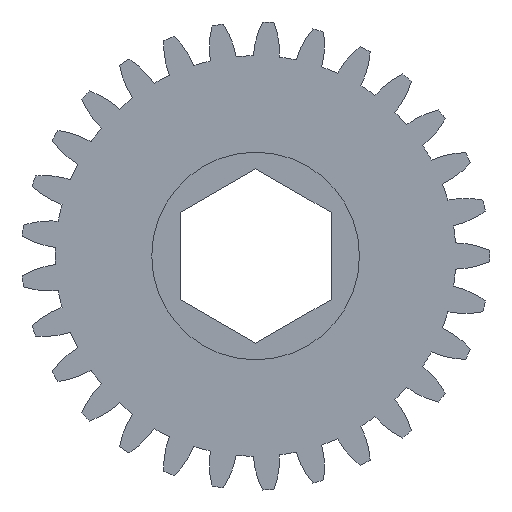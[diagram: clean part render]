
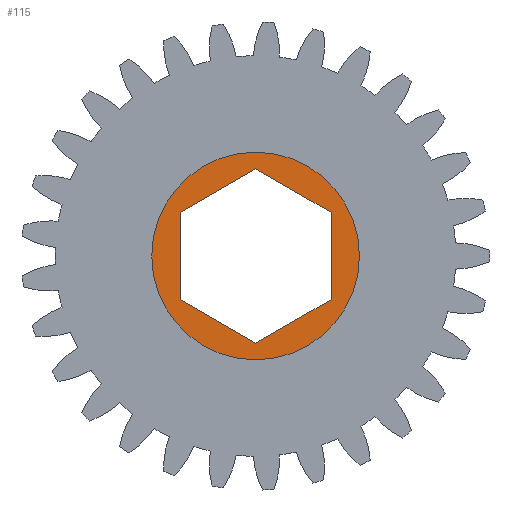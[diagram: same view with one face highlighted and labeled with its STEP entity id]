
A CAD part, left-side view. The second image highlights one B-rep face of the part: STEP entity #115.
In plain terms, the highlighted planar face has unit normal (-1, 0, 0).
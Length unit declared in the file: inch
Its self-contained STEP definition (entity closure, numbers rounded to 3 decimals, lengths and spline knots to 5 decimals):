
#2 = LINE ( 'NONE', #1058, #4219 ) ;
#115 = ADVANCED_FACE ( 'NONE', ( #2007, #820 ), #1920, .T. ) ;
#160 = ORIENTED_EDGE ( 'NONE', *, *, #2935, .F. ) ;
#183 = LINE ( 'NONE', #802, #3838 ) ;
#207 = VERTEX_POINT ( 'NONE', #2740 ) ;
#250 = ORIENTED_EDGE ( 'NONE', *, *, #2916, .F. ) ;
#290 = ORIENTED_EDGE ( 'NONE', *, *, #2903, .F. ) ;
#323 = ORIENTED_EDGE ( 'NONE', *, *, #2895, .F. ) ;
#347 = ORIENTED_EDGE ( 'NONE', *, *, #2882, .F. ) ;
#484 = VECTOR ( 'NONE', #968, 39.37008 ) ;
#594 = LINE ( 'NONE', #836, #4239 ) ;
#629 = DIRECTION ( 'NONE',  ( 0., 0., 1. ) ) ;
#634 = DIRECTION ( 'NONE',  ( -1., 0., 0. ) ) ;
#635 = CARTESIAN_POINT ( 'NONE',  ( -1.84451, 0.16958, 0.8502 ) ) ;
#697 = DIRECTION ( 'NONE',  ( 0., 0., 1. ) ) ;
#702 = DIRECTION ( 'NONE',  ( -1., 0., 0. ) ) ;
#706 = CARTESIAN_POINT ( 'NONE',  ( -1.84451, 0.16958, 0.8502 ) ) ;
#781 = DIRECTION ( 'NONE',  ( 0., 0., -1. ) ) ;
#802 = CARTESIAN_POINT ( 'NONE',  ( -1.84451, 0.41958, 0.99454 ) ) ;
#820 = FACE_BOUND ( 'NONE', #1024, .T. ) ;
#829 = DIRECTION ( 'NONE',  ( 0., 0.866, -0.5 ) ) ;
#836 = CARTESIAN_POINT ( 'NONE',  ( -1.84451, 0.16958, 1.13888 ) ) ;
#928 = DIRECTION ( 'NONE',  ( 0., 0.866, 0.5 ) ) ;
#938 = CARTESIAN_POINT ( 'NONE',  ( -1.84451, -0.08042, 0.99454 ) ) ;
#968 = DIRECTION ( 'NONE',  ( 0., 0., 1. ) ) ;
#982 = CARTESIAN_POINT ( 'NONE',  ( -1.84451, -0.08042, 0.70586 ) ) ;
#1017 = VERTEX_POINT ( 'NONE', #3408 ) ;
#1024 = EDGE_LOOP ( 'NONE', ( #3726, #160, #250, #290, #323, #347 ) ) ;
#1032 = DIRECTION ( 'NONE',  ( 0., -0.866, 0.5 ) ) ;
#1058 = CARTESIAN_POINT ( 'NONE',  ( -1.84451, 0.16958, 0.56152 ) ) ;
#1120 = AXIS2_PLACEMENT_3D ( 'NONE', #635, #634, #629 ) ;
#1121 = DIRECTION ( 'NONE',  ( 0., -0.866, -0.5 ) ) ;
#1176 = CARTESIAN_POINT ( 'NONE',  ( -1.84451, 0.41958, 0.70586 ) ) ;
#1211 = VERTEX_POINT ( 'NONE', #3734 ) ;
#1356 = CIRCLE ( 'NONE', #2300, 0.34375 ) ;
#1622 = LINE ( 'NONE', #1176, #1747 ) ;
#1709 = VECTOR ( 'NONE', #928, 39.37008 ) ;
#1747 = VECTOR ( 'NONE', #1121, 39.37008 ) ;
#1842 = CARTESIAN_POINT ( 'NONE',  ( -1.84451, 0.16958, 1.19395 ) ) ;
#1920 = PLANE ( 'NONE',  #2748 ) ;
#2007 = FACE_OUTER_BOUND ( 'NONE', #2823, .T. ) ;
#2072 = CARTESIAN_POINT ( 'NONE',  ( -1.84451, 0.41958, 0.70586 ) ) ;
#2121 = VERTEX_POINT ( 'NONE', #2240 ) ;
#2240 = CARTESIAN_POINT ( 'NONE',  ( -1.84451, -0.08042, 0.99454 ) ) ;
#2300 = AXIS2_PLACEMENT_3D ( 'NONE', #706, #702, #697 ) ;
#2327 = VERTEX_POINT ( 'NONE', #2072 ) ;
#2543 = VERTEX_POINT ( 'NONE', #1842 ) ;
#2715 = LINE ( 'NONE', #938, #1709 ) ;
#2740 = CARTESIAN_POINT ( 'NONE',  ( -1.84451, 0.16958, 0.50645 ) ) ;
#2748 = AXIS2_PLACEMENT_3D ( 'NONE', #2879, #2963, #3783 ) ;
#2823 = EDGE_LOOP ( 'NONE', ( #3082, #3198 ) ) ;
#2824 = CARTESIAN_POINT ( 'NONE',  ( -1.84451, 0.41958, 0.99454 ) ) ;
#2879 = CARTESIAN_POINT ( 'NONE',  ( -1.84451, 0.16958, 0.8502 ) ) ;
#2882 = EDGE_CURVE ( 'NONE', #2327, #1017, #1622, .T. ) ;
#2895 = EDGE_CURVE ( 'NONE', #1017, #4552, #2, .T. ) ;
#2903 = EDGE_CURVE ( 'NONE', #4552, #2121, #3791, .T. ) ;
#2916 = EDGE_CURVE ( 'NONE', #2121, #1211, #2715, .T. ) ;
#2935 = EDGE_CURVE ( 'NONE', #1211, #4114, #594, .T. ) ;
#2950 = EDGE_CURVE ( 'NONE', #4114, #2327, #183, .T. ) ;
#2961 = EDGE_CURVE ( 'NONE', #207, #2543, #1356, .T. ) ;
#2963 = DIRECTION ( 'NONE',  ( -1., 0., 0. ) ) ;
#3082 = ORIENTED_EDGE ( 'NONE', *, *, #2961, .T. ) ;
#3198 = ORIENTED_EDGE ( 'NONE', *, *, #3890, .T. ) ;
#3408 = CARTESIAN_POINT ( 'NONE',  ( -1.84451, 0.16958, 0.56152 ) ) ;
#3726 = ORIENTED_EDGE ( 'NONE', *, *, #2950, .F. ) ;
#3734 = CARTESIAN_POINT ( 'NONE',  ( -1.84451, 0.16958, 1.13888 ) ) ;
#3783 = DIRECTION ( 'NONE',  ( 0., 0., 1. ) ) ;
#3791 = LINE ( 'NONE', #982, #484 ) ;
#3838 = VECTOR ( 'NONE', #781, 39.37008 ) ;
#3890 = EDGE_CURVE ( 'NONE', #2543, #207, #4600, .T. ) ;
#4114 = VERTEX_POINT ( 'NONE', #2824 ) ;
#4191 = CARTESIAN_POINT ( 'NONE',  ( -1.84451, -0.08042, 0.70586 ) ) ;
#4219 = VECTOR ( 'NONE', #1032, 39.37008 ) ;
#4239 = VECTOR ( 'NONE', #829, 39.37008 ) ;
#4552 = VERTEX_POINT ( 'NONE', #4191 ) ;
#4600 = CIRCLE ( 'NONE', #1120, 0.34375 ) ;
